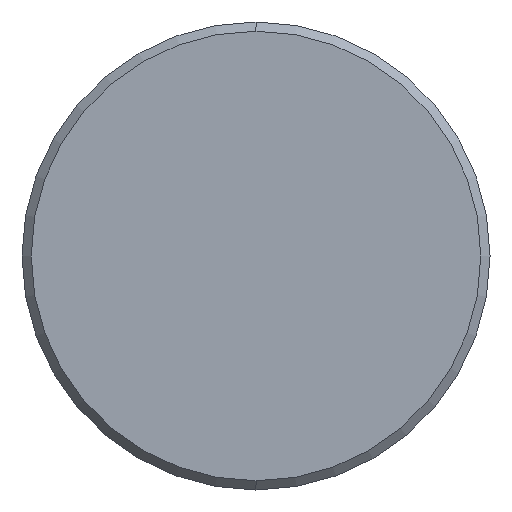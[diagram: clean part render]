
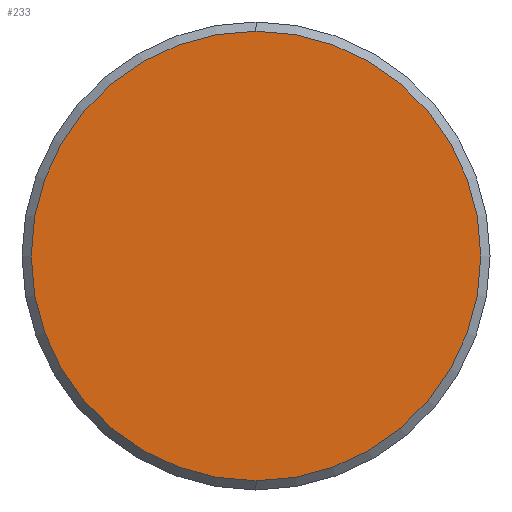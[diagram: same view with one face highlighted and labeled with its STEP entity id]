
A CAD part, left-side view. The second image highlights one B-rep face of the part: STEP entity #233.
In plain terms, the highlighted planar face has unit normal (-1, 0, 0).
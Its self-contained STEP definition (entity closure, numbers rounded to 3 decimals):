
#8 = EDGE_LOOP ( 'NONE', ( #96, #263 ) ) ;
#16 = DIRECTION ( 'NONE',  ( 1., 0., 0. ) ) ;
#23 = AXIS2_PLACEMENT_3D ( 'NONE', #145, #191, #207 ) ;
#56 = AXIS2_PLACEMENT_3D ( 'NONE', #243, #16, #245 ) ;
#62 = PLANE ( 'NONE',  #56 ) ;
#76 = CARTESIAN_POINT ( 'NONE',  ( -2.17, 0., 6.1 ) ) ;
#96 = ORIENTED_EDGE ( 'NONE', *, *, #299, .T. ) ;
#105 = VERTEX_POINT ( 'NONE', #131 ) ;
#121 = CIRCLE ( 'NONE', #134, 6.1 ) ;
#131 = CARTESIAN_POINT ( 'NONE',  ( -2.17, 0., -6.1 ) ) ;
#134 = AXIS2_PLACEMENT_3D ( 'NONE', #301, #138, #236 ) ;
#138 = DIRECTION ( 'NONE',  ( -1., 0., 0. ) ) ;
#139 = VERTEX_POINT ( 'NONE', #76 ) ;
#145 = CARTESIAN_POINT ( 'NONE',  ( -2.17, 0., 0. ) ) ;
#191 = DIRECTION ( 'NONE',  ( -1., 0., 0. ) ) ;
#194 = CIRCLE ( 'NONE', #23, 6.1 ) ;
#202 = EDGE_CURVE ( 'NONE', #139, #105, #194, .T. ) ;
#207 = DIRECTION ( 'NONE',  ( 0., 0., -1. ) ) ;
#209 = FACE_OUTER_BOUND ( 'NONE', #8, .T. ) ;
#233 = ADVANCED_FACE ( 'NONE', ( #209 ), #62, .F. ) ;
#236 = DIRECTION ( 'NONE',  ( 0., 0., -1. ) ) ;
#243 = CARTESIAN_POINT ( 'NONE',  ( -2.17, 0., 0. ) ) ;
#245 = DIRECTION ( 'NONE',  ( 0., 0., -1. ) ) ;
#263 = ORIENTED_EDGE ( 'NONE', *, *, #202, .T. ) ;
#299 = EDGE_CURVE ( 'NONE', #105, #139, #121, .T. ) ;
#301 = CARTESIAN_POINT ( 'NONE',  ( -2.17, 0., 0. ) ) ;
